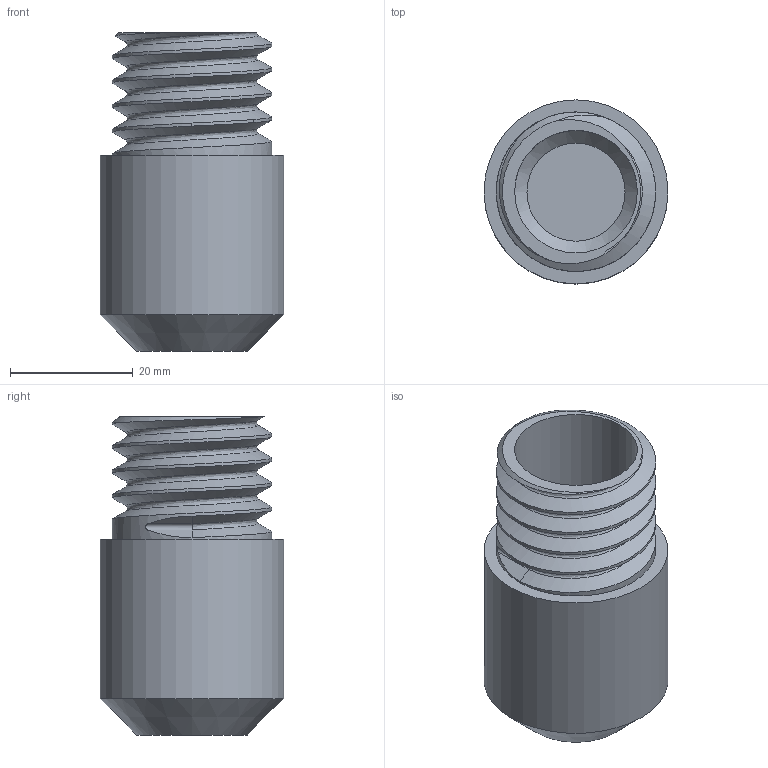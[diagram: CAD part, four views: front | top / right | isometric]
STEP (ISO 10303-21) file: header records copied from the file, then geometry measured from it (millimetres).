
FILE_DESCRIPTION(('STEP AP242'), '1');
FILE_NAME('itemBeerFloatBottomV2', '', ('UNSPECIFIED'), ('UNSPECIFIED'), 'C3D Converter', 'C3D Toolkit', '');
FILE_SCHEMA(('AP242_MANAGED_MODEL_BASED_3D_ENGINEERING_MIM_LF { 1 0 10303 442 1 1 4 }'));
Length unit declared in the file: millimetre
Bounding box: 30 x 30 x 52 mm (x, y, z)
Volume: 8885.4 mm3; surface area: 10067.8 mm2
Topology: 1 solids, 1 shells, 24 faces, 57 edges, 41 vertices
Faces by surface type: cylinder 10, plane 6, cone 5, bspline 3
Full cylindrical faces by diameter (mm): 20 x1, 24 x1, 26 x2, 30 x1
Entity records: 5013 total; most frequent: CARTESIAN_POINT 4518, ORIENTED_EDGE 82, DIRECTION 79, EDGE_CURVE 41, AXIS2_PLACEMENT_3D 36, EDGE_LOOP 34, VERTEX_POINT 31, ADVANCED_FACE 23
